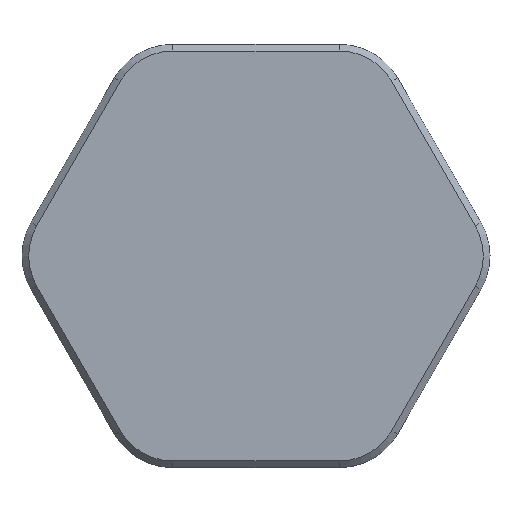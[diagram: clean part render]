
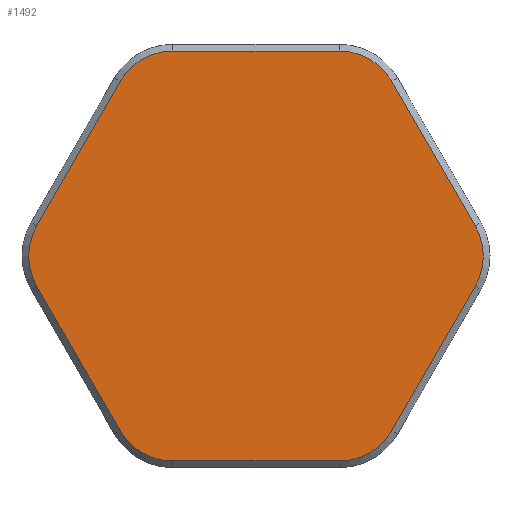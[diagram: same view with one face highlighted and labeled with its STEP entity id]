
A CAD part, front view. The second image highlights one B-rep face of the part: STEP entity #1492.
In plain terms, the highlighted planar face has unit normal (0, -1, 0).
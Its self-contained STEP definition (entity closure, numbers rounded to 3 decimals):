
#139=PLANE('',#1616);
#167=FACE_OUTER_BOUND('',#262,.T.);
#262=EDGE_LOOP('',(#1058,#1059,#1060,#1061,#1062,#1063,#1064,#1065,#1066,
#1067,#1068,#1069));
#342=CIRCLE('',#1585,9.);
#344=CIRCLE('',#1589,9.);
#346=CIRCLE('',#1593,9.);
#348=CIRCLE('',#1597,9.);
#350=CIRCLE('',#1601,9.);
#352=CIRCLE('',#1605,9.);
#407=LINE('',#2105,#513);
#411=LINE('',#2117,#517);
#415=LINE('',#2129,#521);
#419=LINE('',#2141,#525);
#423=LINE('',#2153,#529);
#426=LINE('',#2162,#532);
#513=VECTOR('',#1730,10.);
#517=VECTOR('',#1742,10.);
#521=VECTOR('',#1754,10.);
#525=VECTOR('',#1766,10.);
#529=VECTOR('',#1778,10.);
#532=VECTOR('',#1789,10.);
#615=VERTEX_POINT('',#2092);
#618=VERTEX_POINT('',#2097);
#619=VERTEX_POINT('',#2101);
#621=VERTEX_POINT('',#2107);
#623=VERTEX_POINT('',#2113);
#625=VERTEX_POINT('',#2119);
#627=VERTEX_POINT('',#2125);
#629=VERTEX_POINT('',#2131);
#631=VERTEX_POINT('',#2137);
#633=VERTEX_POINT('',#2143);
#635=VERTEX_POINT('',#2149);
#637=VERTEX_POINT('',#2155);
#758=EDGE_CURVE('',#618,#615,#342,.T.);
#761=EDGE_CURVE('',#615,#619,#407,.T.);
#764=EDGE_CURVE('',#619,#621,#344,.T.);
#767=EDGE_CURVE('',#621,#623,#411,.T.);
#770=EDGE_CURVE('',#623,#625,#346,.T.);
#773=EDGE_CURVE('',#625,#627,#415,.T.);
#776=EDGE_CURVE('',#627,#629,#348,.T.);
#779=EDGE_CURVE('',#629,#631,#419,.T.);
#782=EDGE_CURVE('',#631,#633,#350,.T.);
#785=EDGE_CURVE('',#633,#635,#423,.T.);
#788=EDGE_CURVE('',#635,#637,#352,.T.);
#790=EDGE_CURVE('',#637,#618,#426,.T.);
#1058=ORIENTED_EDGE('',*,*,#758,.F.);
#1059=ORIENTED_EDGE('',*,*,#790,.F.);
#1060=ORIENTED_EDGE('',*,*,#788,.F.);
#1061=ORIENTED_EDGE('',*,*,#785,.F.);
#1062=ORIENTED_EDGE('',*,*,#782,.F.);
#1063=ORIENTED_EDGE('',*,*,#779,.F.);
#1064=ORIENTED_EDGE('',*,*,#776,.F.);
#1065=ORIENTED_EDGE('',*,*,#773,.F.);
#1066=ORIENTED_EDGE('',*,*,#770,.F.);
#1067=ORIENTED_EDGE('',*,*,#767,.F.);
#1068=ORIENTED_EDGE('',*,*,#764,.F.);
#1069=ORIENTED_EDGE('',*,*,#761,.F.);
#1492=ADVANCED_FACE('',(#167),#139,.F.);
#1585=AXIS2_PLACEMENT_3D('',#2099,#1724,#1725);
#1589=AXIS2_PLACEMENT_3D('',#2111,#1736,#1737);
#1593=AXIS2_PLACEMENT_3D('',#2123,#1748,#1749);
#1597=AXIS2_PLACEMENT_3D('',#2135,#1760,#1761);
#1601=AXIS2_PLACEMENT_3D('',#2147,#1772,#1773);
#1605=AXIS2_PLACEMENT_3D('',#2159,#1784,#1785);
#1616=AXIS2_PLACEMENT_3D('',#2189,#1818,#1819);
#1724=DIRECTION('center_axis',(0.,1.,0.));
#1725=DIRECTION('ref_axis',(0.5,0.,0.866));
#1730=DIRECTION('',(0.5,0.,-0.866));
#1736=DIRECTION('center_axis',(0.,1.,0.));
#1737=DIRECTION('ref_axis',(1.,0.,0.));
#1742=DIRECTION('',(-0.5,0.,-0.866));
#1748=DIRECTION('center_axis',(0.,1.,0.));
#1749=DIRECTION('ref_axis',(0.5,0.,-0.866));
#1754=DIRECTION('',(-1.,0.,0.));
#1760=DIRECTION('center_axis',(0.,1.,0.));
#1761=DIRECTION('ref_axis',(-0.5,0.,-0.866));
#1766=DIRECTION('',(-0.5,0.,0.866));
#1772=DIRECTION('center_axis',(0.,1.,0.));
#1773=DIRECTION('ref_axis',(-1.,0.,0.));
#1778=DIRECTION('',(0.5,0.,0.866));
#1784=DIRECTION('center_axis',(0.,1.,0.));
#1785=DIRECTION('ref_axis',(-0.5,0.,0.866));
#1789=DIRECTION('',(1.,0.,0.));
#1818=DIRECTION('center_axis',(0.,1.,0.));
#1819=DIRECTION('ref_axis',(1.,0.,0.));
#2092=CARTESIAN_POINT('',(20.207,-2.,26.));
#2097=CARTESIAN_POINT('',(12.413,-2.,30.5));
#2099=CARTESIAN_POINT('Origin',(12.413,-2.,21.5));
#2101=CARTESIAN_POINT('',(32.62,-2.,4.5));
#2105=CARTESIAN_POINT('',(30.96,-2.,7.375));
#2107=CARTESIAN_POINT('',(32.62,-2.,-4.5));
#2111=CARTESIAN_POINT('Origin',(24.826,-2.,0.));
#2113=CARTESIAN_POINT('',(20.207,-2.,-26.));
#2117=CARTESIAN_POINT('',(21.867,-2.,-23.125));
#2119=CARTESIAN_POINT('',(12.413,-2.,-30.5));
#2123=CARTESIAN_POINT('Origin',(12.413,-2.,-21.5));
#2125=CARTESIAN_POINT('',(-12.413,-2.,-30.5));
#2129=CARTESIAN_POINT('',(-9.093,-2.,-30.5));
#2131=CARTESIAN_POINT('',(-20.207,-2.,-26.));
#2135=CARTESIAN_POINT('Origin',(-12.413,-2.,-21.5));
#2137=CARTESIAN_POINT('',(-32.62,-2.,-4.5));
#2141=CARTESIAN_POINT('',(-30.96,-2.,-7.375));
#2143=CARTESIAN_POINT('',(-32.62,-2.,4.5));
#2147=CARTESIAN_POINT('Origin',(-24.826,-2.,0.));
#2149=CARTESIAN_POINT('',(-20.207,-2.,26.));
#2153=CARTESIAN_POINT('',(-21.867,-2.,23.125));
#2155=CARTESIAN_POINT('',(-12.413,-2.,30.5));
#2159=CARTESIAN_POINT('Origin',(-12.413,-2.,21.5));
#2162=CARTESIAN_POINT('',(9.093,-2.,30.5));
#2189=CARTESIAN_POINT('Origin',(0.,-2.,0.));
